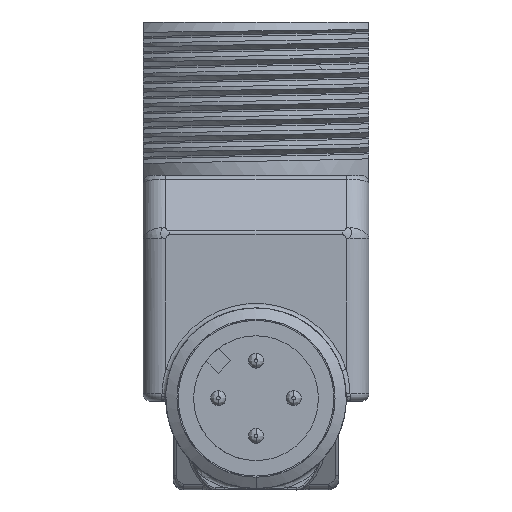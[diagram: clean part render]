
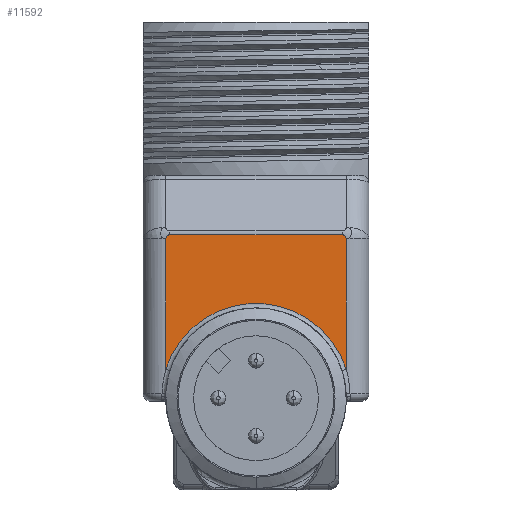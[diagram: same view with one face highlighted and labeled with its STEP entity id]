
A CAD part, front view. The second image highlights one B-rep face of the part: STEP entity #11592.
In plain terms, the highlighted planar face has unit normal (0, -1, 0).
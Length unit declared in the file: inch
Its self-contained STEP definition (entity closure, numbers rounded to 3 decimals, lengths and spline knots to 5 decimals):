
#532=DIRECTION('',(0.,0.,-1.));
#533=VECTOR('',#532,0.34162);
#534=CARTESIAN_POINT('',(-0.23622,-0.67913,
0.13772));
#535=LINE('',#534,#533);
#545=CARTESIAN_POINT('',(-0.23622,-0.67913,
0.13772));
#546=CARTESIAN_POINT('',(-0.23608,-0.67913,
0.14281));
#547=CARTESIAN_POINT('',(-0.23076,-0.67913,
0.14827));
#548=CARTESIAN_POINT('',(-0.22567,-0.67913,
0.14827));
#550=CARTESIAN_POINT('',(0.23622,-0.67913,
0.13772));
#551=CARTESIAN_POINT('',(0.23608,-0.67913,
0.14281));
#552=CARTESIAN_POINT('',(0.23076,-0.67913,
0.14827));
#553=CARTESIAN_POINT('',(0.22567,-0.67913,
0.14827));
#559=DIRECTION('',(0.,0.,1.));
#560=VECTOR('',#559,0.34162);
#561=CARTESIAN_POINT('',(0.23622,-0.67913,
-0.2039));
#562=LINE('',#561,#560);
#4063=CARTESIAN_POINT('',(-0.23622,-0.67913,
-0.2039));
#4083=CARTESIAN_POINT('',(0.,-0.67913,-0.27953));
#4084=DIRECTION('',(0.,-1.,0.));
#4085=DIRECTION('',(0.952,0.,0.305));
#4086=AXIS2_PLACEMENT_3D('',#4083,#4084,#4085);
#9775=DIRECTION('',(-1.,0.,0.));
#9776=VECTOR('',#9775,0.45134);
#9777=CARTESIAN_POINT('',(0.22567,-0.67913,
0.14827));
#9778=LINE('',#9777,#9776);
#10250=VERTEX_POINT('',#550);
#10251=VERTEX_POINT('',#553);
#10257=CARTESIAN_POINT('',(-0.22567,-0.67913,
0.14827));
#10258=VERTEX_POINT('',#10257);
#10259=VERTEX_POINT('',#545);
#11061=VERTEX_POINT('',#4063);
#11065=CARTESIAN_POINT('',(0.23622,-0.67913,
-0.2039));
#11066=VERTEX_POINT('',#11065);
#11574=CARTESIAN_POINT('',(-0.29528,-0.67913,0.));
#11575=DIRECTION('',(0.,-1.,0.));
#11576=DIRECTION('',(1.,0.,0.));
#11577=AXIS2_PLACEMENT_3D('',#11574,#11575,#11576);
#11578=PLANE('',#11577);
#11580=ORIENTED_EDGE('',*,*,#11579,.F.);
#11582=ORIENTED_EDGE('',*,*,#11581,.T.);
#11583=ORIENTED_EDGE('',*,*,#11562,.F.);
#11585=ORIENTED_EDGE('',*,*,#11584,.T.);
#11587=ORIENTED_EDGE('',*,*,#11586,.F.);
#11589=ORIENTED_EDGE('',*,*,#11588,.F.);
#11590=EDGE_LOOP('',(#11580,#11582,#11583,#11585,#11587,#11589));
#11591=FACE_OUTER_BOUND('',#11590,.F.);
#11592=ADVANCED_FACE('',(#11591),#11578,.T.);
#549=B_SPLINE_CURVE_WITH_KNOTS('',3,(#545,#546,#547,#548),.UNSPECIFIED.,.F.,.F.,
(4,4),(0.,1.),.UNSPECIFIED.);
#554=B_SPLINE_CURVE_WITH_KNOTS('',3,(#550,#551,#552,#553),.UNSPECIFIED.,.F.,.F.,
(4,4),(0.,1.),.UNSPECIFIED.);
#4087=CIRCLE('',#4086,0.24803);
#11562=EDGE_CURVE('',#10259,#11061,#535,.T.);
#11579=EDGE_CURVE('',#11066,#10250,#562,.T.);
#11581=EDGE_CURVE('',#11066,#11061,#4087,.T.);
#11584=EDGE_CURVE('',#10259,#10258,#549,.T.);
#11586=EDGE_CURVE('',#10251,#10258,#9778,.T.);
#11588=EDGE_CURVE('',#10250,#10251,#554,.T.);
